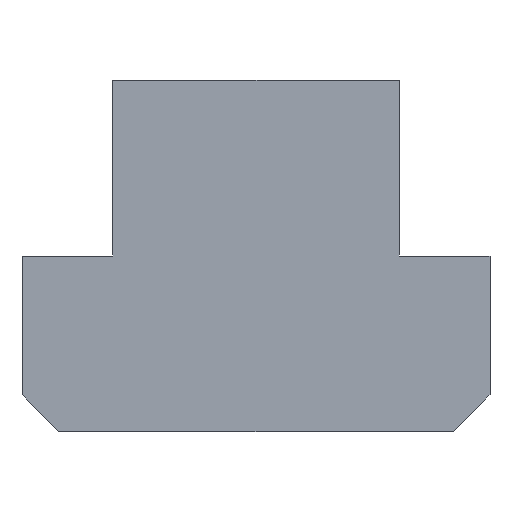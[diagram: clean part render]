
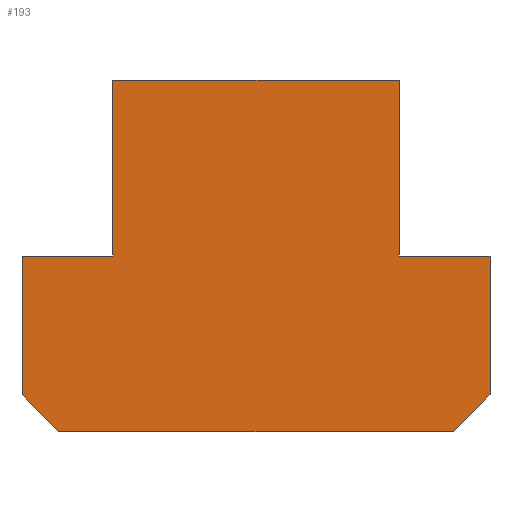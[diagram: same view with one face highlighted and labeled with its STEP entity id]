
A CAD part, front view. The second image highlights one B-rep face of the part: STEP entity #193.
In plain terms, the highlighted planar face has unit normal (0, -1, 0).
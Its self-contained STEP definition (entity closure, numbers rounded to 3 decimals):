
#109=EDGE_CURVE('',#133,#209,#291,.T.);
#125=EDGE_CURVE('',#161,#133,#308,.T.);
#133=VERTEX_POINT('',#316);
#139=VERTEX_POINT('',#324);
#153=VERTEX_POINT('',#341);
#155=EDGE_CURVE('',#139,#161,#343,.T.);
#161=VERTEX_POINT('',#350);
#165=EDGE_CURVE('',#179,#153,#354,.T.);
#175=EDGE_CURVE('',#199,#179,#365,.T.);
#179=VERTEX_POINT('',#370);
#191=EDGE_CURVE('',#213,#199,#383,.T.);
#193=ADVANCED_FACE('',(#385),#386,.T.);
#199=VERTEX_POINT('',#392);
#205=EDGE_CURVE('',#271,#213,#398,.T.);
#209=VERTEX_POINT('',#402);
#213=VERTEX_POINT('',#406);
#217=EDGE_CURVE('',#209,#251,#410,.T.);
#235=EDGE_CURVE('',#251,#271,#431,.T.);
#251=VERTEX_POINT('',#449);
#259=EDGE_CURVE('',#153,#139,#458,.T.);
#271=VERTEX_POINT('',#471);
#291=LINE('',#484,#485);
#308=LINE('',#511,#512);
#316=CARTESIAN_POINT('',(16.0,-16.0,0.0));
#324=CARTESIAN_POINT('',(9.8,-16.0,12.0));
#341=CARTESIAN_POINT('',(-9.8,-16.0,12.0));
#343=LINE('',#553,#554);
#350=CARTESIAN_POINT('',(9.8,-16.0,0.0));
#354=LINE('',#566,#567);
#365=LINE('',#585,#586);
#370=CARTESIAN_POINT('',(-9.8,-16.0,0.0));
#383=LINE('',#610,#611);
#385=FACE_OUTER_BOUND('',#613,.T.);
#386=PLANE('',#614);
#392=CARTESIAN_POINT('',(-16.,-16.0,0.0));
#398=LINE('',#633,#634);
#402=CARTESIAN_POINT('',(16.0,-16.0,-9.5));
#406=CARTESIAN_POINT('',(-16.,-16.0,-9.5));
#410=LINE('',#651,#652);
#431=LINE('',#682,#683);
#449=CARTESIAN_POINT('',(13.5,-16.0,-12.0));
#458=LINE('',#718,#719);
#471=CARTESIAN_POINT('',(-13.5,-16.0,-12.0));
#484=CARTESIAN_POINT('',(16.0,-16.0,-9.5));
#485=VECTOR('',#737,1.0);
#511=CARTESIAN_POINT('',(16.0,-16.0,0.0));
#512=VECTOR('',#760,1.0);
#553=CARTESIAN_POINT('',(9.8,-16.0,0.0));
#554=VECTOR('',#800,1.0);
#566=CARTESIAN_POINT('',(-9.8,-16.0,12.0));
#567=VECTOR('',#809,1.0);
#585=CARTESIAN_POINT('',(-9.8,-16.0,0.0));
#586=VECTOR('',#821,1.0);
#610=CARTESIAN_POINT('',(-16.,-16.0,0.0));
#611=VECTOR('',#843,1.0);
#613=EDGE_LOOP('',(#845,#846,#847,#848,#849,#850,#851,#852,#853,#854));
#614=AXIS2_PLACEMENT_3D('',#855,#856,#857);
#633=CARTESIAN_POINT('',(-16.,-16.0,-9.5));
#634=VECTOR('',#861,1.0);
#651=CARTESIAN_POINT('',(13.5,-16.0,-12.0));
#652=VECTOR('',#864,1.0);
#682=CARTESIAN_POINT('',(-13.5,-16.0,-12.0));
#683=VECTOR('',#887,1.0);
#718=CARTESIAN_POINT('',(9.8,-16.0,12.0));
#719=VECTOR('',#918,1.0);
#737=DIRECTION('',(0.0,0.,-1.0));
#760=DIRECTION('',(1.0,0.0,0.0));
#800=DIRECTION('',(0.0,0.,-1.0));
#809=DIRECTION('',(0.0,0.,1.0));
#821=DIRECTION('',(1.0,0.0,0.0));
#843=DIRECTION('',(0.0,0.,1.0));
#845=ORIENTED_EDGE('',*,*,#217,.F.);
#846=ORIENTED_EDGE('',*,*,#109,.F.);
#847=ORIENTED_EDGE('',*,*,#125,.F.);
#848=ORIENTED_EDGE('',*,*,#155,.F.);
#849=ORIENTED_EDGE('',*,*,#259,.F.);
#850=ORIENTED_EDGE('',*,*,#165,.F.);
#851=ORIENTED_EDGE('',*,*,#175,.F.);
#852=ORIENTED_EDGE('',*,*,#191,.F.);
#853=ORIENTED_EDGE('',*,*,#205,.F.);
#854=ORIENTED_EDGE('',*,*,#235,.F.);
#855=CARTESIAN_POINT('',(0.,-16.0,-1.018));
#856=DIRECTION('',(0.0,-1.0,0.));
#857=DIRECTION('',(1.0,0.0,0.0));
#861=DIRECTION('',(-0.707,0.,0.707));
#864=DIRECTION('',(-0.707,0.,-0.707));
#887=DIRECTION('',(-1.0,0.0,0.0));
#918=DIRECTION('',(1.0,0.0,0.0));
